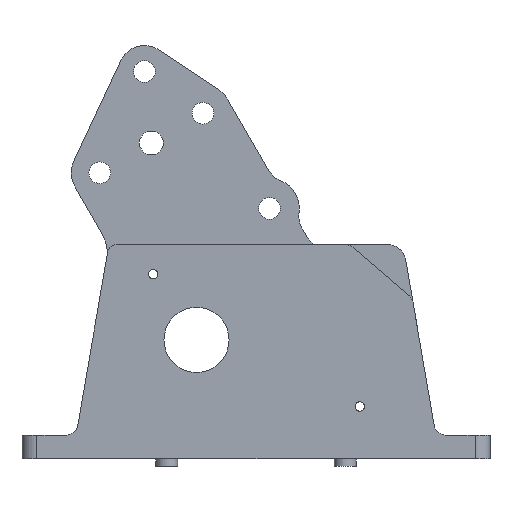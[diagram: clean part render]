
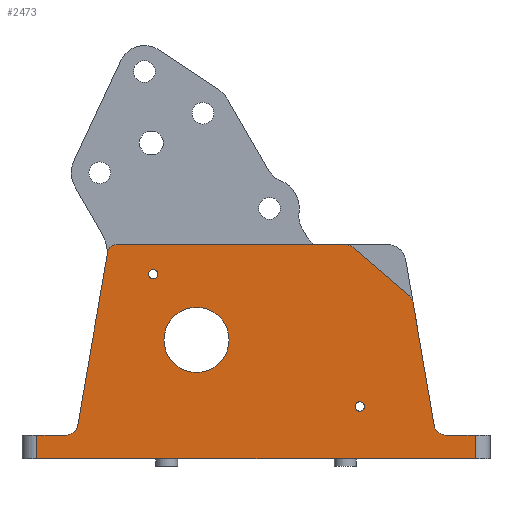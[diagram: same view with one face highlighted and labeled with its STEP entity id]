
A CAD part, front view. The second image highlights one B-rep face of the part: STEP entity #2473.
In plain terms, the highlighted planar face has unit normal (0, -1, 0).
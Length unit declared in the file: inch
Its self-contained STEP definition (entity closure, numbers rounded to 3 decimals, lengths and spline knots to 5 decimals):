
#17=FACE_BOUND('',#310,.T.);
#18=FACE_BOUND('',#311,.T.);
#19=FACE_BOUND('',#312,.T.);
#49=B_SPLINE_CURVE_WITH_KNOTS('',3,(#3665,#3666,#3667,#3668,#3669,#3670,
#3671),.UNSPECIFIED.,.F.,.F.,(4,3,4),(0.,0.04702,0.08607),
 .UNSPECIFIED.);
#51=B_SPLINE_CURVE_WITH_KNOTS('',3,(#3701,#3702,#3703,#3704,#3705,#3706,
#3707,#3708,#3709,#3710),.UNSPECIFIED.,.F.,.F.,(4,3,3,4),(0.,0.03974,
0.06058,0.09357),.UNSPECIFIED.);
#109=PLANE('',#2631);
#169=FACE_OUTER_BOUND('',#309,.T.);
#309=EDGE_LOOP('',(#1684,#1685,#1686,#1687,#1688,#1689,#1690,#1691,#1692,
#1693,#1694,#1695,#1696,#1697,#1698,#1699));
#310=EDGE_LOOP('',(#1700));
#311=EDGE_LOOP('',(#1701));
#312=EDGE_LOOP('',(#1702));
#483=LINE('',#3727,#687);
#484=LINE('',#3731,#688);
#485=LINE('',#3735,#689);
#486=LINE('',#3738,#690);
#487=LINE('',#3742,#691);
#488=LINE('',#3744,#692);
#489=LINE('',#3746,#693);
#490=LINE('',#3748,#694);
#491=LINE('',#3750,#695);
#687=VECTOR('',#2943,0.3937);
#688=VECTOR('',#2946,0.3937);
#689=VECTOR('',#2949,0.3937);
#690=VECTOR('',#2952,0.3937);
#691=VECTOR('',#2955,0.3937);
#692=VECTOR('',#2956,0.3937);
#693=VECTOR('',#2957,0.3937);
#694=VECTOR('',#2958,0.3937);
#695=VECTOR('',#2959,0.3937);
#891=CIRCLE('',#2632,0.1);
#892=CIRCLE('',#2633,0.1);
#893=CIRCLE('',#2634,0.075);
#894=CIRCLE('',#2635,0.1);
#895=CIRCLE('',#2636,0.1);
#896=CIRCLE('',#2637,0.03937);
#897=CIRCLE('',#2638,0.03937);
#898=CIRCLE('',#2639,0.27362);
#1036=VERTEX_POINT('',#3663);
#1037=VERTEX_POINT('',#3664);
#1040=VERTEX_POINT('',#3699);
#1041=VERTEX_POINT('',#3700);
#1044=VERTEX_POINT('',#3726);
#1045=VERTEX_POINT('',#3728);
#1046=VERTEX_POINT('',#3730);
#1047=VERTEX_POINT('',#3732);
#1048=VERTEX_POINT('',#3734);
#1049=VERTEX_POINT('',#3736);
#1050=VERTEX_POINT('',#3739);
#1051=VERTEX_POINT('',#3741);
#1052=VERTEX_POINT('',#3743);
#1053=VERTEX_POINT('',#3745);
#1054=VERTEX_POINT('',#3747);
#1055=VERTEX_POINT('',#3749);
#1056=VERTEX_POINT('',#3752);
#1057=VERTEX_POINT('',#3754);
#1058=VERTEX_POINT('',#3756);
#1293=EDGE_CURVE('',#1036,#1037,#49,.T.);
#1297=EDGE_CURVE('',#1040,#1041,#51,.T.);
#1301=EDGE_CURVE('',#1044,#1040,#483,.T.);
#1302=EDGE_CURVE('',#1045,#1044,#891,.T.);
#1303=EDGE_CURVE('',#1046,#1045,#484,.T.);
#1304=EDGE_CURVE('',#1047,#1046,#892,.T.);
#1305=EDGE_CURVE('',#1048,#1047,#485,.T.);
#1306=EDGE_CURVE('',#1049,#1048,#893,.T.);
#1307=EDGE_CURVE('',#1037,#1049,#486,.T.);
#1308=EDGE_CURVE('',#1050,#1036,#894,.T.);
#1309=EDGE_CURVE('',#1050,#1051,#487,.T.);
#1310=EDGE_CURVE('',#1052,#1051,#488,.T.);
#1311=EDGE_CURVE('',#1052,#1053,#489,.T.);
#1312=EDGE_CURVE('',#1054,#1053,#490,.T.);
#1313=EDGE_CURVE('',#1055,#1054,#491,.T.);
#1314=EDGE_CURVE('',#1041,#1055,#895,.T.);
#1315=EDGE_CURVE('',#1056,#1056,#896,.T.);
#1316=EDGE_CURVE('',#1057,#1057,#897,.T.);
#1317=EDGE_CURVE('',#1058,#1058,#898,.T.);
#1684=ORIENTED_EDGE('',*,*,#1297,.F.);
#1685=ORIENTED_EDGE('',*,*,#1301,.F.);
#1686=ORIENTED_EDGE('',*,*,#1302,.F.);
#1687=ORIENTED_EDGE('',*,*,#1303,.F.);
#1688=ORIENTED_EDGE('',*,*,#1304,.F.);
#1689=ORIENTED_EDGE('',*,*,#1305,.F.);
#1690=ORIENTED_EDGE('',*,*,#1306,.F.);
#1691=ORIENTED_EDGE('',*,*,#1307,.F.);
#1692=ORIENTED_EDGE('',*,*,#1293,.F.);
#1693=ORIENTED_EDGE('',*,*,#1308,.F.);
#1694=ORIENTED_EDGE('',*,*,#1309,.T.);
#1695=ORIENTED_EDGE('',*,*,#1310,.F.);
#1696=ORIENTED_EDGE('',*,*,#1311,.T.);
#1697=ORIENTED_EDGE('',*,*,#1312,.F.);
#1698=ORIENTED_EDGE('',*,*,#1313,.F.);
#1699=ORIENTED_EDGE('',*,*,#1314,.F.);
#1700=ORIENTED_EDGE('',*,*,#1315,.F.);
#1701=ORIENTED_EDGE('',*,*,#1316,.F.);
#1702=ORIENTED_EDGE('',*,*,#1317,.F.);
#2473=ADVANCED_FACE('',(#169,#17,#18,#19),#109,.T.);
#2631=AXIS2_PLACEMENT_3D('',#3725,#2941,#2942);
#2632=AXIS2_PLACEMENT_3D('',#3729,#2944,#2945);
#2633=AXIS2_PLACEMENT_3D('',#3733,#2947,#2948);
#2634=AXIS2_PLACEMENT_3D('',#3737,#2950,#2951);
#2635=AXIS2_PLACEMENT_3D('',#3740,#2953,#2954);
#2636=AXIS2_PLACEMENT_3D('',#3751,#2960,#2961);
#2637=AXIS2_PLACEMENT_3D('',#3753,#2962,#2963);
#2638=AXIS2_PLACEMENT_3D('',#3755,#2964,#2965);
#2639=AXIS2_PLACEMENT_3D('',#3757,#2966,#2967);
#2941=DIRECTION('center_axis',(0.,-1.,0.));
#2942=DIRECTION('ref_axis',(0.,0.,-1.));
#2943=DIRECTION('',(0.17,0.,-0.986));
#2944=DIRECTION('center_axis',(0.,1.,0.));
#2945=DIRECTION('ref_axis',(0.986,0.,0.17));
#2946=DIRECTION('',(0.758,0.,-0.652));
#2947=DIRECTION('center_axis',(0.,1.,0.));
#2948=DIRECTION('ref_axis',(0.652,0.,0.758));
#2949=DIRECTION('',(1.,0.,0.));
#2950=DIRECTION('center_axis',(0.,1.,0.));
#2951=DIRECTION('ref_axis',(0.,0.,1.));
#2952=DIRECTION('',(0.17,0.,0.986));
#2953=DIRECTION('center_axis',(0.,-1.,0.));
#2954=DIRECTION('ref_axis',(0.,0.,-1.));
#2955=DIRECTION('',(-1.,0.,0.));
#2956=DIRECTION('',(0.,0.,1.));
#2957=DIRECTION('',(1.,0.,0.));
#2958=DIRECTION('',(0.,0.,-1.));
#2959=DIRECTION('',(1.,0.,0.));
#2960=DIRECTION('center_axis',(0.,-1.,0.));
#2961=DIRECTION('ref_axis',(-0.932,0.,-0.363));
#2962=DIRECTION('center_axis',(0.,-1.,0.));
#2963=DIRECTION('ref_axis',(1.,0.,0.));
#2964=DIRECTION('center_axis',(0.,-1.,0.));
#2965=DIRECTION('ref_axis',(1.,0.,0.));
#2966=DIRECTION('center_axis',(0.,-1.,0.));
#2967=DIRECTION('ref_axis',(1.,0.,0.));
#3663=CARTESIAN_POINT('',(-5.02391,8.36572,0.61207));
#3664=CARTESIAN_POINT('',(-4.99991,8.36572,0.64797));
#3665=CARTESIAN_POINT('Ctrl Pts',(-5.02391,8.36572,0.61207));
#3666=CARTESIAN_POINT('Ctrl Pts',(-5.01928,8.36572,0.61624));
#3667=CARTESIAN_POINT('Ctrl Pts',(-5.01612,8.36572,0.61955));
#3668=CARTESIAN_POINT('Ctrl Pts',(-5.01014,8.36572,0.62842));
#3669=CARTESIAN_POINT('Ctrl Pts',(-5.00518,8.36572,0.63578));
#3670=CARTESIAN_POINT('Ctrl Pts',(-5.002,8.36572,0.64261));
#3671=CARTESIAN_POINT('Ctrl Pts',(-4.99991,8.36572,0.64797));
#3699=CARTESIAN_POINT('',(-1.99991,8.36572,0.64797));
#3700=CARTESIAN_POINT('',(-1.97591,8.36572,0.61207));
#3701=CARTESIAN_POINT('Ctrl Pts',(-1.99991,8.36572,0.64797));
#3702=CARTESIAN_POINT('Ctrl Pts',(-1.99748,8.36572,0.64175));
#3703=CARTESIAN_POINT('Ctrl Pts',(-1.9937,8.36572,0.63384));
#3704=CARTESIAN_POINT('Ctrl Pts',(-1.98759,8.36572,0.62544));
#3705=CARTESIAN_POINT('Ctrl Pts',(-1.98438,8.36572,0.62103));
#3706=CARTESIAN_POINT('Ctrl Pts',(-1.98156,8.36572,0.6179));
#3707=CARTESIAN_POINT('Ctrl Pts',(-1.98003,8.36572,0.61625));
#3708=CARTESIAN_POINT('Ctrl Pts',(-1.9776,8.36572,0.61364));
#3709=CARTESIAN_POINT('Ctrl Pts',(-1.97605,8.36572,0.61219));
#3710=CARTESIAN_POINT('Ctrl Pts',(-1.97591,8.36572,0.61207));
#3725=CARTESIAN_POINT('Origin',(-3.49991,8.36572,1.28384));
#3726=CARTESIAN_POINT('',(-2.17995,8.36572,1.69472));
#3727=CARTESIAN_POINT('',(-2.07457,8.36572,1.08206));
#3728=CARTESIAN_POINT('',(-2.21329,8.36572,1.75358));
#3729=CARTESIAN_POINT('Origin',(-2.2785,8.36572,1.67777));
#3730=CARTESIAN_POINT('',(-2.68478,8.36572,2.15921));
#3731=CARTESIAN_POINT('',(-2.46686,8.36572,1.97173));
#3732=CARTESIAN_POINT('',(-2.75,8.36572,2.1834));
#3733=CARTESIAN_POINT('Origin',(-2.75,8.36572,2.0834));
#3734=CARTESIAN_POINT('',(-4.67269,8.36572,2.1834));
#3735=CARTESIAN_POINT('',(-3.12495,8.36572,2.1834));
#3736=CARTESIAN_POINT('',(-4.74709,8.36572,2.11787));
#3737=CARTESIAN_POINT('Origin',(-4.67269,8.36572,2.1084));
#3738=CARTESIAN_POINT('',(-4.79883,8.36572,1.81702));
#3739=CARTESIAN_POINT('',(-5.09309,8.36572,0.58428));
#3740=CARTESIAN_POINT('Origin',(-5.09309,8.36572,0.68428));
#3741=CARTESIAN_POINT('',(-5.34091,8.36572,0.58428));
#3742=CARTESIAN_POINT('',(-4.42041,8.36572,0.58428));
#3743=CARTESIAN_POINT('',(-5.34091,8.36572,0.38428));
#3744=CARTESIAN_POINT('',(-5.34091,8.36572,0.73428));
#3745=CARTESIAN_POINT('',(-1.65891,8.36572,0.38428));
#3746=CARTESIAN_POINT('',(-1.83461,8.36572,0.38428));
#3747=CARTESIAN_POINT('',(-1.65891,8.36572,0.58428));
#3748=CARTESIAN_POINT('',(-1.65891,8.36572,0.63428));
#3749=CARTESIAN_POINT('',(-1.90673,8.36572,0.58428));
#3750=CARTESIAN_POINT('',(-2.66726,8.36572,0.58428));
#3751=CARTESIAN_POINT('Origin',(-1.90673,8.36572,0.68428));
#3752=CARTESIAN_POINT('',(-2.66723,8.36572,0.82454));
#3753=CARTESIAN_POINT('Origin',(-2.62786,8.36572,0.82454));
#3754=CARTESIAN_POINT('',(-4.40345,8.36572,1.93546));
#3755=CARTESIAN_POINT('Origin',(-4.36408,8.36572,1.93546));
#3756=CARTESIAN_POINT('',(-4.27353,8.36572,1.38428));
#3757=CARTESIAN_POINT('Origin',(-3.99991,8.36572,1.38428));
